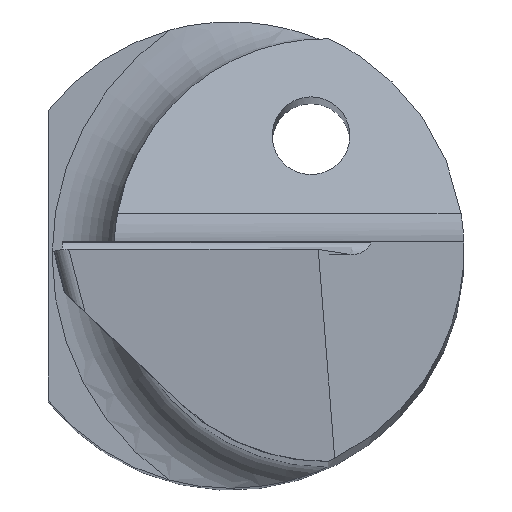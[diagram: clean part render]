
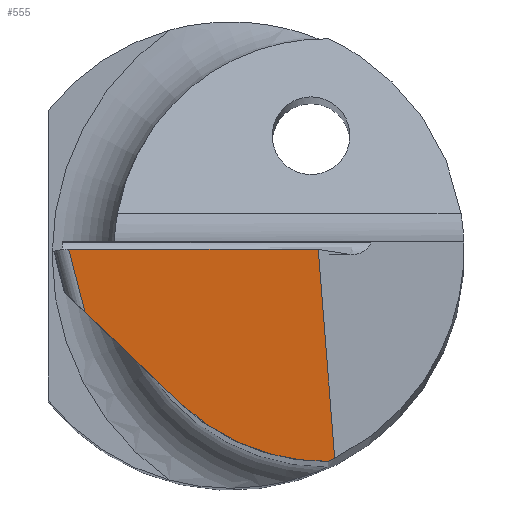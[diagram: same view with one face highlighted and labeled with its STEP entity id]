
A CAD part, top view. The second image highlights one B-rep face of the part: STEP entity #555.
In plain terms, the highlighted planar face has unit normal (0.138, -0.139, 0.981).
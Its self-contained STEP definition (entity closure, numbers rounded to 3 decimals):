
#1 = CARTESIAN_POINT ( 'NONE',  ( 1.117, 0.1, 56.563 ) ) ;
#63 = LINE ( 'NONE', #1, #209 ) ;
#72 = VECTOR ( 'NONE', #85, 1000. ) ;
#85 = DIRECTION ( 'NONE',  ( 0.709, -0.678, -0.196 ) ) ;
#87 = CARTESIAN_POINT ( 'NONE',  ( -0.657, -1.97, 56.519 ) ) ;
#92 = CARTESIAN_POINT ( 'NONE',  ( 1.125, 0., 56.548 ) ) ;
#99 = FACE_OUTER_BOUND ( 'NONE', #795, .T. ) ;
#100 = ORIENTED_EDGE ( 'NONE', *, *, #706, .F. ) ;
#105 =( BOUNDED_CURVE ( )  B_SPLINE_CURVE ( 3, ( #87, #757, #405, #827 ),
 .UNSPECIFIED., .F., .F. ) 
 B_SPLINE_CURVE_WITH_KNOTS ( ( 4, 4 ),
 ( 4.74, 5.513 ),
 .UNSPECIFIED. ) 
 CURVE ( )  GEOMETRIC_REPRESENTATION_ITEM ( )  RATIONAL_B_SPLINE_CURVE ( ( 1., 0.951, 0.951, 1. ) ) 
 REPRESENTATION_ITEM ( '' )  );
#151 = VERTEX_POINT ( 'NONE', #868 ) ;
#209 = VECTOR ( 'NONE', #475, 1000. ) ;
#241 = CARTESIAN_POINT ( 'NONE',  ( 1.255, -2.725, 56.143 ) ) ;
#249 = CARTESIAN_POINT ( 'NONE',  ( 1.31, -2.699, 56.139 ) ) ;
#258 = CARTESIAN_POINT ( 'NONE',  ( 1.255, -2.725, 56.143 ) ) ;
#275 = CARTESIAN_POINT ( 'NONE',  ( -0.732, -1.899, 56.539 ) ) ;
#286 = ORIENTED_EDGE ( 'NONE', *, *, #776, .T. ) ;
#301 = ORIENTED_EDGE ( 'NONE', *, *, #389, .T. ) ;
#340 = VERTEX_POINT ( 'NONE', #92 ) ;
#360 = AXIS2_PLACEMENT_3D ( 'NONE', #369, #450, #720 ) ;
#369 = CARTESIAN_POINT ( 'NONE',  ( -2.397, 0.1, 57.057 ) ) ;
#389 = EDGE_CURVE ( 'NONE', #151, #442, #482, .T. ) ;
#397 = CARTESIAN_POINT ( 'NONE',  ( 1.337, -2.686, 56.137 ) ) ;
#401 = CARTESIAN_POINT ( 'NONE',  ( 1.282, -2.712, 56.141 ) ) ;
#405 = CARTESIAN_POINT ( 'NONE',  ( 0.534, -2.733, 56.243 ) ) ;
#420 = LINE ( 'NONE', #824, #789 ) ;
#442 = VERTEX_POINT ( 'NONE', #495 ) ;
#450 = DIRECTION ( 'NONE',  ( 0.138, -0.139, 0.981 ) ) ;
#475 = DIRECTION ( 'NONE',  ( -0.078, 0.986, 0.151 ) ) ;
#482 = LINE ( 'NONE', #275, #72 ) ;
#491 = ORIENTED_EDGE ( 'NONE', *, *, #767, .F. ) ;
#495 = CARTESIAN_POINT ( 'NONE',  ( -0.657, -1.97, 56.519 ) ) ;
#532 = CARTESIAN_POINT ( 'NONE',  ( 1.337, -2.686, 56.137 ) ) ;
#538 = CARTESIAN_POINT ( 'NONE',  ( -2.399, 0., 57.043 ) ) ;
#541 = DIRECTION ( 'NONE',  ( -0.99, 0., 0.139 ) ) ;
#544 = CARTESIAN_POINT ( 'NONE',  ( -2.086, 0., 56.999 ) ) ;
#546 = ORIENTED_EDGE ( 'NONE', *, *, #658, .T. ) ;
#555 = ADVANCED_FACE ( 'NONE', ( #99 ), #572, .T. ) ;
#572 = PLANE ( 'NONE',  #360 ) ;
#587 =( BOUNDED_CURVE ( )  B_SPLINE_CURVE ( 3, ( #532, #249, #401, #258 ),
 .UNSPECIFIED., .F., .F. ) 
 B_SPLINE_CURVE_WITH_KNOTS ( ( 4, 4 ),
 ( 0.319, 0.349 ),
 .UNSPECIFIED. ) 
 CURVE ( )  GEOMETRIC_REPRESENTATION_ITEM ( )  RATIONAL_B_SPLINE_CURVE ( ( 1., 1., 1., 1. ) ) 
 REPRESENTATION_ITEM ( '' )  );
#623 = DIRECTION ( 'NONE',  ( -0.247, 0.954, 0.17 ) ) ;
#646 = EDGE_CURVE ( 'NONE', #647, #340, #63, .T. ) ;
#647 = VERTEX_POINT ( 'NONE', #397 ) ;
#658 = EDGE_CURVE ( 'NONE', #340, #816, #814, .T. ) ;
#703 = VECTOR ( 'NONE', #541, 1000. ) ;
#706 = EDGE_CURVE ( 'NONE', #647, #857, #587, .T. ) ;
#720 = DIRECTION ( 'NONE',  ( 0., -0.99, -0.141 ) ) ;
#757 = CARTESIAN_POINT ( 'NONE',  ( -0.136, -2.468, 56.375 ) ) ;
#767 = EDGE_CURVE ( 'NONE', #151, #816, #420, .T. ) ;
#776 = EDGE_CURVE ( 'NONE', #442, #857, #105, .T. ) ;
#789 = VECTOR ( 'NONE', #623, 1000. ) ;
#795 = EDGE_LOOP ( 'NONE', ( #301, #286, #100, #869, #546, #491 ) ) ;
#814 = LINE ( 'NONE', #538, #703 ) ;
#816 = VERTEX_POINT ( 'NONE', #544 ) ;
#824 = CARTESIAN_POINT ( 'NONE',  ( -2.131, 0.174, 57.03 ) ) ;
#827 = CARTESIAN_POINT ( 'NONE',  ( 1.255, -2.725, 56.143 ) ) ;
#857 = VERTEX_POINT ( 'NONE', #241 ) ;
#868 = CARTESIAN_POINT ( 'NONE',  ( -1.877, -0.804, 56.856 ) ) ;
#869 = ORIENTED_EDGE ( 'NONE', *, *, #646, .T. ) ;
